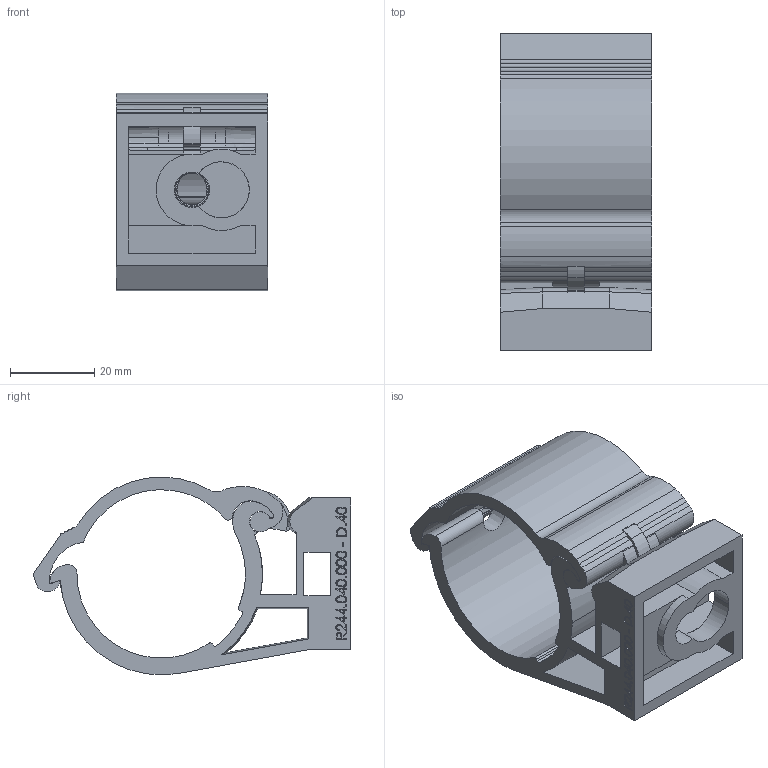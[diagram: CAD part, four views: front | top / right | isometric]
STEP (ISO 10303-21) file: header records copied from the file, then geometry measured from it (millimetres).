
FILE_DESCRIPTION (( 'STEP AP203' ), '1' );
FILE_NAME ('R244.040.000.step', '2013-11-19T11:09:44', ( 'Alusic' ), ( 'Alusic' ), 'SwSTEP 2.0', 'SolidWorks 2011', '' );
FILE_SCHEMA (( 'CONFIG_CONTROL_DESIGN' ));
Length unit declared in the file: millimetre
Products named in the file (1): R244.040.000
Bounding box: 36 x 75.4 x 46.97 mm (x, y, z)
Surface area: 23316.4 mm2 (no closed solid volume)
Topology: 0 solids, 3 shells, 417 faces, 1540 edges, 1090 vertices
Faces by surface type: plane 187, bspline 143, cylinder 77, cone 10
Entity records: 23573 total; most frequent: CARTESIAN_POINT 11963, ORIENTED_EDGE 2499, DIRECTION 1756, EDGE_CURVE 1540, VERTEX_POINT 1090, VECTOR 856, LINE 856, B_SPLINE_CURVE_WITH_KNOTS 507
